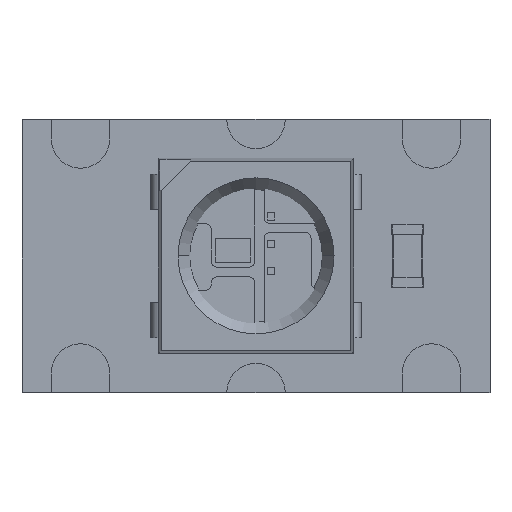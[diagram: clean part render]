
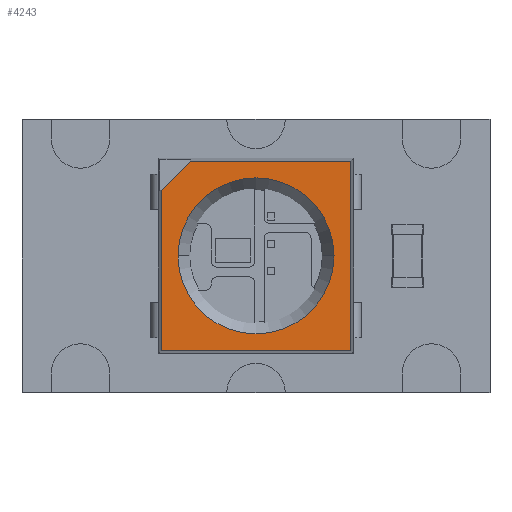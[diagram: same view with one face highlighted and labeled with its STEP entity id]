
A CAD part, top view. The second image highlights one B-rep face of the part: STEP entity #4243.
In plain terms, the highlighted planar face has unit normal (0, 0, 1).
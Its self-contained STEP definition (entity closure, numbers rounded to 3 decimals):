
#130 = ORIENTED_EDGE ( 'NONE', *, *, #3132, .T. ) ;
#271 = EDGE_CURVE ( 'NONE', #3482, #5564, #918, .T. ) ;
#567 = DIRECTION ( 'NONE',  ( -1., 0., 0. ) ) ;
#583 = FACE_OUTER_BOUND ( 'NONE', #915, .T. ) ;
#835 = AXIS2_PLACEMENT_3D ( 'NONE', #7323, #4179, #7982 ) ;
#915 = EDGE_LOOP ( 'NONE', ( #2939, #130, #3107, #3862, #1238 ) ) ;
#918 = LINE ( 'NONE', #4739, #4084 ) ;
#1145 = EDGE_CURVE ( 'NONE', #2027, #2280, #3112, .T. ) ;
#1238 = ORIENTED_EDGE ( 'NONE', *, *, #7781, .T. ) ;
#1465 = VERTEX_POINT ( 'NONE', #3633 ) ;
#2027 = VERTEX_POINT ( 'NONE', #2619 ) ;
#2280 = VERTEX_POINT ( 'NONE', #6644 ) ;
#2331 = CARTESIAN_POINT ( 'NONE',  ( 0., 0., 0.8 ) ) ;
#2478 = VERTEX_POINT ( 'NONE', #6896 ) ;
#2554 = EDGE_LOOP ( 'NONE', ( #3390, #2654 ) ) ;
#2612 = DIRECTION ( 'NONE',  ( 0., 0., -1. ) ) ;
#2619 = CARTESIAN_POINT ( 'NONE',  ( 2., 0., 0.8 ) ) ;
#2654 = ORIENTED_EDGE ( 'NONE', *, *, #3687, .T. ) ;
#2834 = CARTESIAN_POINT ( 'NONE',  ( -1.68, 2.43, 0.8 ) ) ;
#2939 = ORIENTED_EDGE ( 'NONE', *, *, #5834, .F. ) ;
#3107 = ORIENTED_EDGE ( 'NONE', *, *, #6730, .T. ) ;
#3112 = CIRCLE ( 'NONE', #4312, 2. ) ;
#3132 = EDGE_CURVE ( 'NONE', #1465, #6929, #7815, .T. ) ;
#3175 = DIRECTION ( 'NONE',  ( 1., 0., 0. ) ) ;
#3334 = CIRCLE ( 'NONE', #835, 2. ) ;
#3390 = ORIENTED_EDGE ( 'NONE', *, *, #1145, .T. ) ;
#3482 = VERTEX_POINT ( 'NONE', #3794 ) ;
#3633 = CARTESIAN_POINT ( 'NONE',  ( -2.43, 1.68, 0.8 ) ) ;
#3687 = EDGE_CURVE ( 'NONE', #2280, #2027, #3334, .T. ) ;
#3794 = CARTESIAN_POINT ( 'NONE',  ( 2.43, -2.43, 0.8 ) ) ;
#3862 = ORIENTED_EDGE ( 'NONE', *, *, #271, .T. ) ;
#3973 = LINE ( 'NONE', #4349, #7231 ) ;
#4084 = VECTOR ( 'NONE', #5399, 1000. ) ;
#4179 = DIRECTION ( 'NONE',  ( 0., 0., -1. ) ) ;
#4233 = DIRECTION ( 'NONE',  ( 0., 0., 1. ) ) ;
#4243 = ADVANCED_FACE ( 'NONE', ( #583, #5034 ), #7350, .T. ) ;
#4305 = CARTESIAN_POINT ( 'NONE',  ( 2.43, 2.43, 0.8 ) ) ;
#4312 = AXIS2_PLACEMENT_3D ( 'NONE', #7147, #2612, #7775 ) ;
#4349 = CARTESIAN_POINT ( 'NONE',  ( 2.5, 2.43, 0.8 ) ) ;
#4413 = CARTESIAN_POINT ( 'NONE',  ( -2.43, -2.43, 0.8 ) ) ;
#4739 = CARTESIAN_POINT ( 'NONE',  ( 2.43, -2.5, 0.8 ) ) ;
#4844 = LINE ( 'NONE', #2834, #7404 ) ;
#5034 = FACE_BOUND ( 'NONE', #2554, .T. ) ;
#5399 = DIRECTION ( 'NONE',  ( 0., 1., 0. ) ) ;
#5550 = AXIS2_PLACEMENT_3D ( 'NONE', #2331, #4233, #6763 ) ;
#5564 = VERTEX_POINT ( 'NONE', #4305 ) ;
#5834 = EDGE_CURVE ( 'NONE', #1465, #2478, #4844, .T. ) ;
#6470 = VECTOR ( 'NONE', #3175, 1000. ) ;
#6527 = VECTOR ( 'NONE', #7900, 1000. ) ;
#6625 = CARTESIAN_POINT ( 'NONE',  ( -2.43, -2.5, 0.8 ) ) ;
#6644 = CARTESIAN_POINT ( 'NONE',  ( -2., 0., 0.8 ) ) ;
#6730 = EDGE_CURVE ( 'NONE', #6929, #3482, #7156, .T. ) ;
#6763 = DIRECTION ( 'NONE',  ( 1., 0., 0. ) ) ;
#6896 = CARTESIAN_POINT ( 'NONE',  ( -1.68, 2.43, 0.8 ) ) ;
#6929 = VERTEX_POINT ( 'NONE', #4413 ) ;
#7147 = CARTESIAN_POINT ( 'NONE',  ( 0., 0., 0.8 ) ) ;
#7156 = LINE ( 'NONE', #7637, #6470 ) ;
#7231 = VECTOR ( 'NONE', #567, 1000. ) ;
#7323 = CARTESIAN_POINT ( 'NONE',  ( 0., 0., 0.8 ) ) ;
#7350 = PLANE ( 'NONE',  #5550 ) ;
#7404 = VECTOR ( 'NONE', #7854, 1000. ) ;
#7637 = CARTESIAN_POINT ( 'NONE',  ( 2.5, -2.43, 0.8 ) ) ;
#7775 = DIRECTION ( 'NONE',  ( 1., 0., 0. ) ) ;
#7781 = EDGE_CURVE ( 'NONE', #5564, #2478, #3973, .T. ) ;
#7815 = LINE ( 'NONE', #6625, #6527 ) ;
#7854 = DIRECTION ( 'NONE',  ( 0.707, 0.707, 0. ) ) ;
#7900 = DIRECTION ( 'NONE',  ( 0., -1., 0. ) ) ;
#7982 = DIRECTION ( 'NONE',  ( 1., 0., 0. ) ) ;
